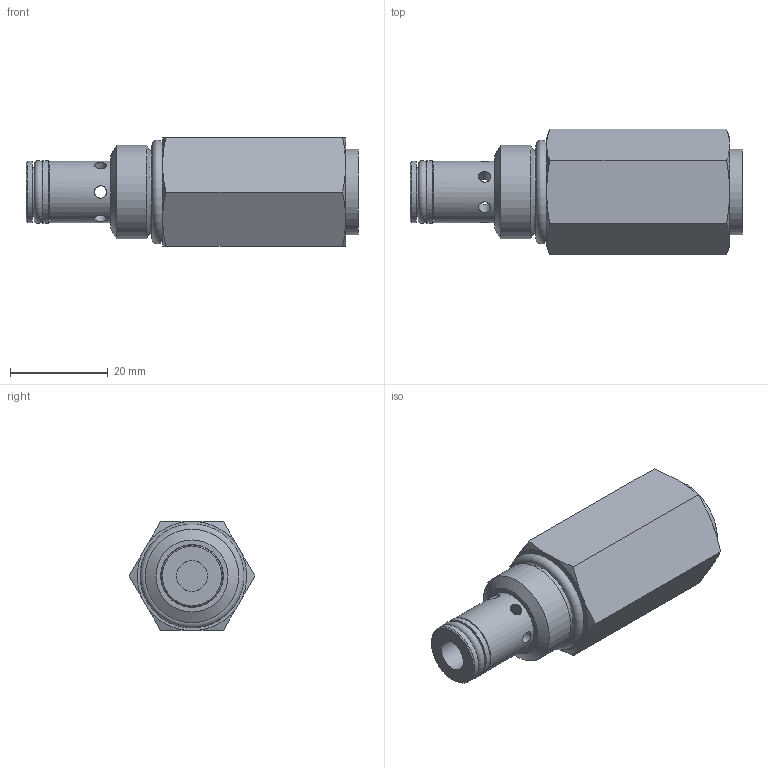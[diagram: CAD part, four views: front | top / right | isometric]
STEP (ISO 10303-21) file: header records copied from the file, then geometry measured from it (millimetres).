
FILE_DESCRIPTION(/* description */ (''),/* implementation_level */ '2;1');
FILE_NAME(/* name */ '4408.stp',/* time_stamp */ '2016-08-01T14:16:03-05:00',/* author */ ('jml'),/* organization */ (''),/* preprocessor_version */ 'ST-DEVELOPER v16.1',/* originating_system */ 'Autodesk Inventor 2016',/* authorisation */ '');
FILE_SCHEMA (('AUTOMOTIVE_DESIGN { 1 0 10303 214 3 1 1 }'));
Length unit declared in the file: inch
Products named in the file (6): 221827; 908 O-RING; 012 O-RING; 012 BACKUP; 990047; 4408
Assembly tree (5 placements, depth 2):
  4408
    221827
    908 O-RING
    012 O-RING
    012 BACKUP
    990047
Bounding box: 67.82 x 25.66 x 22.23 mm (x, y, z)
Volume: 18293.5 mm3; surface area: 9172.6 mm2
Topology: 6 solids, 6 shells, 68 faces, 165 edges, 115 vertices
Faces by surface type: plane 26, cone 20, cylinder 18, torus 4
Full cylindrical faces by diameter (mm): 2.489 x6, 6.35 x1, 9.754 x1, 9.957 x1, 12.294 x1, 12.624 x2, 12.751 x2, 14.275 x1, 16.815 x1, 17.475 x1, 19.05 x1
Entity records: 2340 total; most frequent: CARTESIAN_POINT 756, DIRECTION 301, ORIENTED_EDGE 244, AXIS2_PLACEMENT_3D 130, EDGE_CURVE 122, EDGE_LOOP 119, VERTEX_POINT 95, FACE_OUTER_BOUND 68
